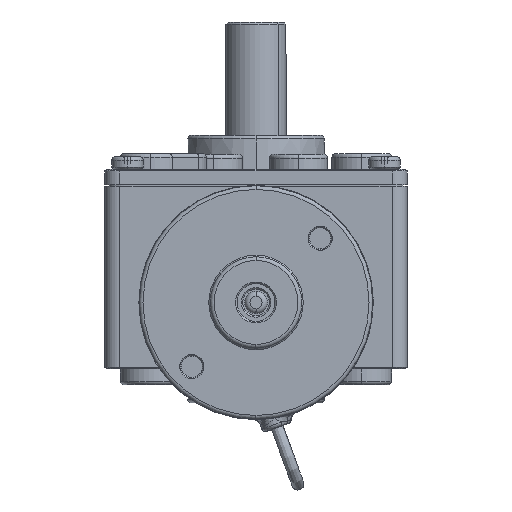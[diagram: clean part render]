
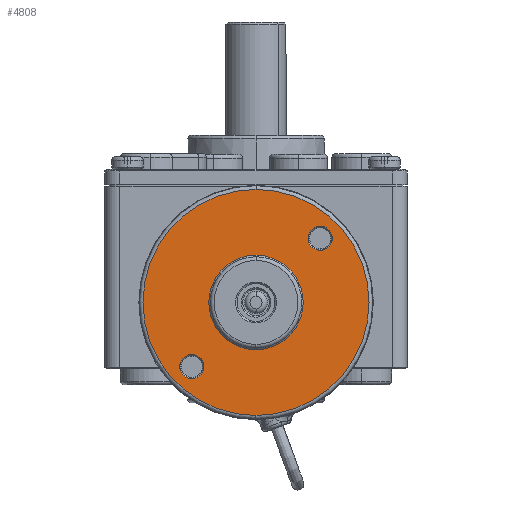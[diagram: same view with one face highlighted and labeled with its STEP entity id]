
A CAD part, left-side view. The second image highlights one B-rep face of the part: STEP entity #4808.
In plain terms, the highlighted planar face has unit normal (-1, 0, 0).
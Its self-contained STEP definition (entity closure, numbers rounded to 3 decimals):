
#52 = CARTESIAN_POINT ( 'NONE',  ( -86.5, -8.485, 15.685 ) ) ;
#86 = DIRECTION ( 'NONE',  ( 0., 0., 1. ) ) ;
#101 = CARTESIAN_POINT ( 'NONE',  ( -86.5, 0., -6.15 ) ) ;
#150 = EDGE_LOOP ( 'NONE', ( #2053, #3135 ) ) ;
#331 = CARTESIAN_POINT ( 'NONE',  ( -86.5, 0., 8.8 ) ) ;
#551 = DIRECTION ( 'NONE',  ( 1., 0., 0. ) ) ;
#1001 = CARTESIAN_POINT ( 'NONE',  ( -86.5, 0., 8.8 ) ) ;
#1064 = FACE_BOUND ( 'NONE', #150, .T. ) ;
#1066 = EDGE_LOOP ( 'NONE', ( #6705, #2748 ) ) ;
#1121 = DIRECTION ( 'NONE',  ( 1., 0., 0. ) ) ;
#1189 = PLANE ( 'NONE',  #6460 ) ;
#1630 = VERTEX_POINT ( 'NONE', #101 ) ;
#1678 = CARTESIAN_POINT ( 'NONE',  ( -86.5, -8.485, 18.885 ) ) ;
#1744 = VERTEX_POINT ( 'NONE', #8797 ) ;
#2053 = ORIENTED_EDGE ( 'NONE', *, *, #8143, .T. ) ;
#2174 = DIRECTION ( 'NONE',  ( -1., 0., 0. ) ) ;
#2678 = EDGE_CURVE ( 'NONE', #11663, #3914, #10897, .T. ) ;
#2748 = ORIENTED_EDGE ( 'NONE', *, *, #5602, .T. ) ;
#2790 = ORIENTED_EDGE ( 'NONE', *, *, #12051, .T. ) ;
#3080 = DIRECTION ( 'NONE',  ( 0., 0., 1. ) ) ;
#3116 = DIRECTION ( 'NONE',  ( 0., 0., 1. ) ) ;
#3135 = ORIENTED_EDGE ( 'NONE', *, *, #7379, .T. ) ;
#3281 = CARTESIAN_POINT ( 'NONE',  ( -86.5, -8.485, 17.285 ) ) ;
#3845 = CIRCLE ( 'NONE', #5807, 14.95 ) ;
#3914 = VERTEX_POINT ( 'NONE', #8754 ) ;
#4223 = DIRECTION ( 'NONE',  ( -1., 0., 0. ) ) ;
#4252 = CARTESIAN_POINT ( 'NONE',  ( -86.5, 8.485, 0.315 ) ) ;
#4600 = AXIS2_PLACEMENT_3D ( 'NONE', #4252, #8871, #5286 ) ;
#4808 = ADVANCED_FACE ( 'NONE', ( #9511, #1064, #9636, #5027 ), #1189, .T. ) ;
#4836 = DIRECTION ( 'NONE',  ( -1., 0., 0. ) ) ;
#4985 = CARTESIAN_POINT ( 'NONE',  ( -86.5, 0., 15.05 ) ) ;
#5027 = FACE_OUTER_BOUND ( 'NONE', #10644, .T. ) ;
#5095 = CARTESIAN_POINT ( 'NONE',  ( -86.5, 8.485, 1.915 ) ) ;
#5224 = EDGE_CURVE ( 'NONE', #1744, #8627, #11777, .T. ) ;
#5283 = CIRCLE ( 'NONE', #6275, 1.6 ) ;
#5286 = DIRECTION ( 'NONE',  ( 0., 0., 1. ) ) ;
#5479 = AXIS2_PLACEMENT_3D ( 'NONE', #8770, #7850, #12097 ) ;
#5602 = EDGE_CURVE ( 'NONE', #3914, #11663, #5283, .T. ) ;
#5757 = ORIENTED_EDGE ( 'NONE', *, *, #6848, .T. ) ;
#5807 = AXIS2_PLACEMENT_3D ( 'NONE', #331, #4223, #3116 ) ;
#5903 = CARTESIAN_POINT ( 'NONE',  ( -86.5, -8.485, 17.285 ) ) ;
#5935 = VERTEX_POINT ( 'NONE', #1678 ) ;
#6017 = DIRECTION ( 'NONE',  ( 1., 0., 0. ) ) ;
#6173 = CIRCLE ( 'NONE', #8148, 14.95 ) ;
#6275 = AXIS2_PLACEMENT_3D ( 'NONE', #9515, #6017, #11362 ) ;
#6460 = AXIS2_PLACEMENT_3D ( 'NONE', #8785, #4836, #8593 ) ;
#6514 = CIRCLE ( 'NONE', #11049, 1.6 ) ;
#6599 = VERTEX_POINT ( 'NONE', #6881 ) ;
#6705 = ORIENTED_EDGE ( 'NONE', *, *, #2678, .T. ) ;
#6848 = EDGE_CURVE ( 'NONE', #8627, #1744, #8695, .T. ) ;
#6881 = CARTESIAN_POINT ( 'NONE',  ( -86.5, 0., 23.75 ) ) ;
#7379 = EDGE_CURVE ( 'NONE', #9513, #5935, #8281, .T. ) ;
#7581 = EDGE_LOOP ( 'NONE', ( #9016, #5757 ) ) ;
#7850 = DIRECTION ( 'NONE',  ( 1., 0., 0. ) ) ;
#8143 = EDGE_CURVE ( 'NONE', #5935, #9513, #6514, .T. ) ;
#8148 = AXIS2_PLACEMENT_3D ( 'NONE', #8898, #2174, #9763 ) ;
#8281 = CIRCLE ( 'NONE', #9849, 1.6 ) ;
#8593 = DIRECTION ( 'NONE',  ( 0., 0., 1. ) ) ;
#8627 = VERTEX_POINT ( 'NONE', #4985 ) ;
#8695 = CIRCLE ( 'NONE', #9664, 6.25 ) ;
#8754 = CARTESIAN_POINT ( 'NONE',  ( -86.5, 8.485, -1.285 ) ) ;
#8770 = CARTESIAN_POINT ( 'NONE',  ( -86.5, 0., 8.8 ) ) ;
#8785 = CARTESIAN_POINT ( 'NONE',  ( -86.5, 0., 8.8 ) ) ;
#8797 = CARTESIAN_POINT ( 'NONE',  ( -86.5, 0., 2.55 ) ) ;
#8822 = DIRECTION ( 'NONE',  ( 0., 0., 1. ) ) ;
#8871 = DIRECTION ( 'NONE',  ( 1., 0., 0. ) ) ;
#8898 = CARTESIAN_POINT ( 'NONE',  ( -86.5, 0., 8.8 ) ) ;
#9016 = ORIENTED_EDGE ( 'NONE', *, *, #5224, .T. ) ;
#9321 = ORIENTED_EDGE ( 'NONE', *, *, #10408, .T. ) ;
#9511 = FACE_BOUND ( 'NONE', #1066, .T. ) ;
#9513 = VERTEX_POINT ( 'NONE', #52 ) ;
#9515 = CARTESIAN_POINT ( 'NONE',  ( -86.5, 8.485, 0.315 ) ) ;
#9636 = FACE_BOUND ( 'NONE', #7581, .T. ) ;
#9664 = AXIS2_PLACEMENT_3D ( 'NONE', #1001, #1121, #86 ) ;
#9763 = DIRECTION ( 'NONE',  ( 0., 0., 1. ) ) ;
#9849 = AXIS2_PLACEMENT_3D ( 'NONE', #5903, #11693, #3080 ) ;
#10408 = EDGE_CURVE ( 'NONE', #1630, #6599, #6173, .T. ) ;
#10644 = EDGE_LOOP ( 'NONE', ( #2790, #9321 ) ) ;
#10897 = CIRCLE ( 'NONE', #4600, 1.6 ) ;
#11049 = AXIS2_PLACEMENT_3D ( 'NONE', #3281, #551, #8822 ) ;
#11362 = DIRECTION ( 'NONE',  ( 0., 0., 1. ) ) ;
#11663 = VERTEX_POINT ( 'NONE', #5095 ) ;
#11693 = DIRECTION ( 'NONE',  ( 1., 0., 0. ) ) ;
#11777 = CIRCLE ( 'NONE', #5479, 6.25 ) ;
#12051 = EDGE_CURVE ( 'NONE', #6599, #1630, #3845, .T. ) ;
#12097 = DIRECTION ( 'NONE',  ( 0., 0., 1. ) ) ;
